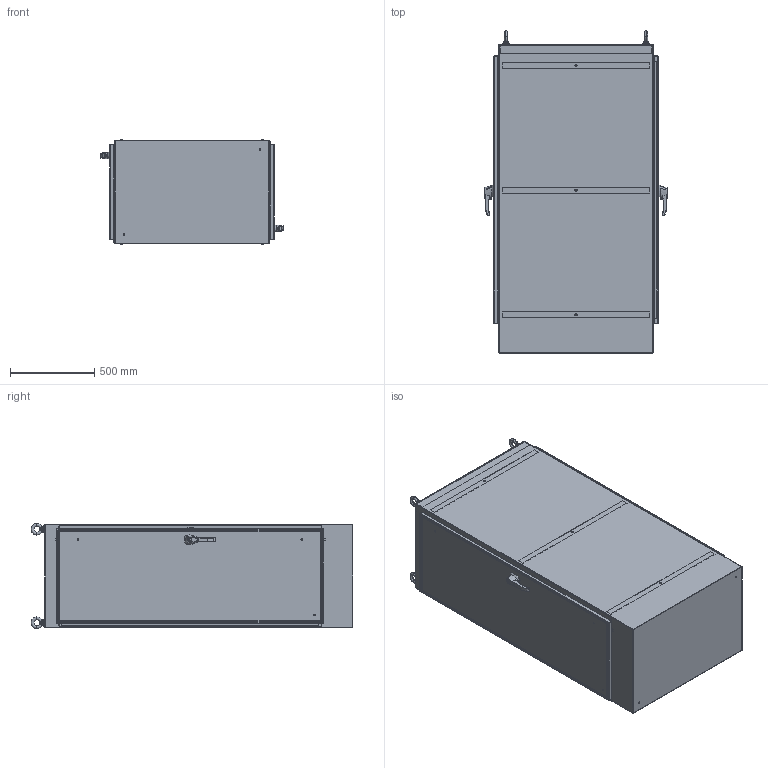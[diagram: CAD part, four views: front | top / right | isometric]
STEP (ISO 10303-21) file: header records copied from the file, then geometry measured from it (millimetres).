
FILE_DESCRIPTION (( 'STEP AP214' ), '1' );
FILE_NAME ('HN4FS722436DS16.STEP', '2019-09-04T10:49:14', ( '' ), ( '' ), 'SwSTEP 2.0', 'SolidWorks 2018', '' );
FILE_SCHEMA (( 'AUTOMOTIVE_DESIGN' ));
Length unit declared in the file: inch
Products named in the file (1): HN4FS722436DS16
Bounding box: 1083.67 x 1911.5 x 624.94 mm (x, y, z)
Volume: 21330885.4 mm3; surface area: 17580488.2 mm2
Topology: 94 solids, 96 shells, 3304 faces, 8753 edges, 5650 vertices
Faces by surface type: cylinder 1531, plane 1445, cone 156, bspline 140, torus 32
Entity records: 170042 total; most frequent: CARTESIAN_POINT 44974, ORIENTED_EDGE 17446, DIRECTION 17313, EDGE_CURVE 8723, AXIS2_PLACEMENT_3D 6307, VERTEX_POINT 5650, VECTOR 4699, LINE 4699
